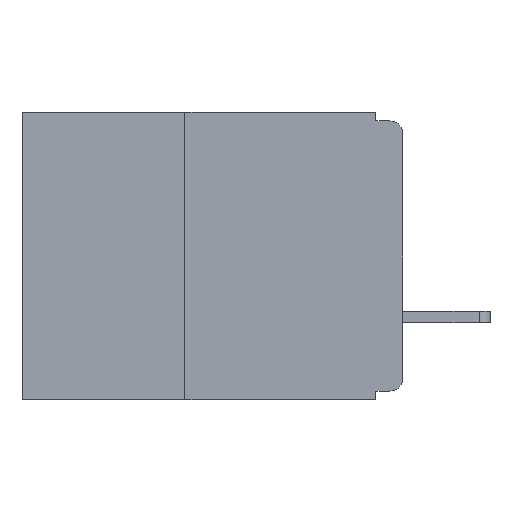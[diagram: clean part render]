
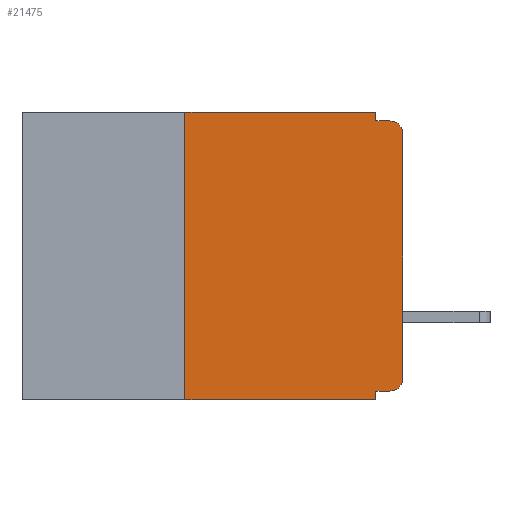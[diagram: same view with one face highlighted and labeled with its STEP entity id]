
A CAD part, left-side view. The second image highlights one B-rep face of the part: STEP entity #21475.
In plain terms, the highlighted planar face has unit normal (-1, 0, 0).
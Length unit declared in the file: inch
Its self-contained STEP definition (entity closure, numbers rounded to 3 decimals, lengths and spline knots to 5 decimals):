
#148 = ORIENTED_EDGE ( 'NONE', *, *, #4106, .T. ) ;
#573 = EDGE_CURVE ( 'NONE', #17672, #9503, #5484, .T. ) ;
#586 = VECTOR ( 'NONE', #7581, 39.37008 ) ;
#1048 = CIRCLE ( 'NONE', #21347, 0.015 ) ;
#1154 = CIRCLE ( 'NONE', #10424, 0.015 ) ;
#1212 = CARTESIAN_POINT ( 'NONE',  ( 0., 0.031, 0. ) ) ;
#1824 = VERTEX_POINT ( 'NONE', #8073 ) ;
#2680 = VECTOR ( 'NONE', #6992, 39.37008 ) ;
#3507 = VECTOR ( 'NONE', #17781, 39.37008 ) ;
#3530 = VERTEX_POINT ( 'NONE', #13170 ) ;
#3648 = DIRECTION ( 'NONE',  ( 0., -1., 0. ) ) ;
#4106 = EDGE_CURVE ( 'NONE', #3530, #17672, #1048, .T. ) ;
#4140 = LINE ( 'NONE', #1212, #3507 ) ;
#4253 = CARTESIAN_POINT ( 'NONE',  ( 0., 0.031, -0.01 ) ) ;
#4525 = EDGE_CURVE ( 'NONE', #12272, #8569, #8565, .T. ) ;
#4569 = ORIENTED_EDGE ( 'NONE', *, *, #6911, .T. ) ;
#5484 = LINE ( 'NONE', #7498, #586 ) ;
#6064 = EDGE_CURVE ( 'NONE', #1824, #8033, #8802, .T. ) ;
#6581 = EDGE_CURVE ( 'NONE', #22237, #11767, #21340, .T. ) ;
#6899 = CARTESIAN_POINT ( 'NONE',  ( 0., 0.437, 0. ) ) ;
#6911 = EDGE_CURVE ( 'NONE', #22613, #11767, #19108, .T. ) ;
#6992 = DIRECTION ( 'NONE',  ( 0., -1., 0. ) ) ;
#7327 = CARTESIAN_POINT ( 'NONE',  ( 0., 0.015, -0.305 ) ) ;
#7354 = DIRECTION ( 'NONE',  ( 0., 0., -1. ) ) ;
#7360 = CARTESIAN_POINT ( 'NONE',  ( 0., 0.015, -0.01 ) ) ;
#7498 = CARTESIAN_POINT ( 'NONE',  ( 0., 0., 0. ) ) ;
#7528 = DIRECTION ( 'NONE',  ( -1., 0., 0. ) ) ;
#7581 = DIRECTION ( 'NONE',  ( 0., 0., 1. ) ) ;
#8033 = VERTEX_POINT ( 'NONE', #9619 ) ;
#8073 = CARTESIAN_POINT ( 'NONE',  ( 0., 0.25, 0. ) ) ;
#8114 = CARTESIAN_POINT ( 'NONE',  ( 0., 0.437, 0. ) ) ;
#8492 = DIRECTION ( 'NONE',  ( -1., 0., 0. ) ) ;
#8565 = LINE ( 'NONE', #17469, #13421 ) ;
#8569 = VERTEX_POINT ( 'NONE', #7360 ) ;
#8802 = LINE ( 'NONE', #6899, #2680 ) ;
#8858 = DIRECTION ( 'NONE',  ( 0., 0., -1. ) ) ;
#9396 = LINE ( 'NONE', #24680, #14250 ) ;
#9503 = VERTEX_POINT ( 'NONE', #25797 ) ;
#9619 = CARTESIAN_POINT ( 'NONE',  ( 0., 0.031, 0. ) ) ;
#9694 = ORIENTED_EDGE ( 'NONE', *, *, #17880, .T. ) ;
#9748 = ORIENTED_EDGE ( 'NONE', *, *, #4525, .F. ) ;
#9806 = DIRECTION ( 'NONE',  ( 0., 1., 0. ) ) ;
#10020 = CARTESIAN_POINT ( 'NONE',  ( 0., 0.25, -0.33 ) ) ;
#10424 = AXIS2_PLACEMENT_3D ( 'NONE', #20856, #8492, #22870 ) ;
#11356 = FACE_OUTER_BOUND ( 'NONE', #12516, .T. ) ;
#11767 = VERTEX_POINT ( 'NONE', #25350 ) ;
#11942 = ORIENTED_EDGE ( 'NONE', *, *, #17142, .F. ) ;
#12259 = DIRECTION ( 'NONE',  ( 0., 0., -1. ) ) ;
#12272 = VERTEX_POINT ( 'NONE', #4253 ) ;
#12516 = EDGE_LOOP ( 'NONE', ( #23247, #9694, #9748, #24370, #18679, #18869, #4569, #24797, #11942, #148 ) ) ;
#12751 = CARTESIAN_POINT ( 'NONE',  ( 0., 0.031, -0.32 ) ) ;
#13170 = CARTESIAN_POINT ( 'NONE',  ( 0., 0.015, -0.32 ) ) ;
#13421 = VECTOR ( 'NONE', #16554, 39.37008 ) ;
#13600 = VECTOR ( 'NONE', #3648, 39.37008 ) ;
#13872 = CARTESIAN_POINT ( 'NONE',  ( 0., 0., -0.32 ) ) ;
#14250 = VECTOR ( 'NONE', #20629, 39.37008 ) ;
#15139 = EDGE_CURVE ( 'NONE', #8033, #12272, #4140, .T. ) ;
#16554 = DIRECTION ( 'NONE',  ( 0., -1., 0. ) ) ;
#17142 = EDGE_CURVE ( 'NONE', #3530, #22237, #25314, .T. ) ;
#17206 = VECTOR ( 'NONE', #8858, 39.37008 ) ;
#17469 = CARTESIAN_POINT ( 'NONE',  ( 0., 0., -0.01 ) ) ;
#17672 = VERTEX_POINT ( 'NONE', #26134 ) ;
#17781 = DIRECTION ( 'NONE',  ( 0., 0., -1. ) ) ;
#17880 = EDGE_CURVE ( 'NONE', #9503, #8569, #1154, .T. ) ;
#18090 = CARTESIAN_POINT ( 'NONE',  ( 0., 0.437, -0.33 ) ) ;
#18679 = ORIENTED_EDGE ( 'NONE', *, *, #6064, .F. ) ;
#18869 = ORIENTED_EDGE ( 'NONE', *, *, #21551, .F. ) ;
#19108 = LINE ( 'NONE', #18090, #13600 ) ;
#20457 = PLANE ( 'NONE',  #23548 ) ;
#20629 = DIRECTION ( 'NONE',  ( 0., 0., 1. ) ) ;
#20856 = CARTESIAN_POINT ( 'NONE',  ( 0., 0.015, -0.025 ) ) ;
#21212 = CARTESIAN_POINT ( 'NONE',  ( 0., 0.031, -0.33 ) ) ;
#21340 = LINE ( 'NONE', #21212, #17206 ) ;
#21347 = AXIS2_PLACEMENT_3D ( 'NONE', #7327, #7528, #7354 ) ;
#21475 = ADVANCED_FACE ( 'NONE', ( #11356 ), #20457, .F. ) ;
#21551 = EDGE_CURVE ( 'NONE', #22613, #1824, #9396, .T. ) ;
#22237 = VERTEX_POINT ( 'NONE', #12751 ) ;
#22613 = VERTEX_POINT ( 'NONE', #10020 ) ;
#22870 = DIRECTION ( 'NONE',  ( 0., 0., -1. ) ) ;
#23247 = ORIENTED_EDGE ( 'NONE', *, *, #573, .T. ) ;
#23548 = AXIS2_PLACEMENT_3D ( 'NONE', #8114, #24514, #12259 ) ;
#24370 = ORIENTED_EDGE ( 'NONE', *, *, #15139, .F. ) ;
#24514 = DIRECTION ( 'NONE',  ( 1., 0., 0. ) ) ;
#24680 = CARTESIAN_POINT ( 'NONE',  ( 0., 0.25, -0.33 ) ) ;
#24694 = VECTOR ( 'NONE', #9806, 39.37008 ) ;
#24797 = ORIENTED_EDGE ( 'NONE', *, *, #6581, .F. ) ;
#25314 = LINE ( 'NONE', #13872, #24694 ) ;
#25350 = CARTESIAN_POINT ( 'NONE',  ( 0., 0.031, -0.33 ) ) ;
#25797 = CARTESIAN_POINT ( 'NONE',  ( 0., 0., -0.025 ) ) ;
#26134 = CARTESIAN_POINT ( 'NONE',  ( 0., 0., -0.305 ) ) ;
